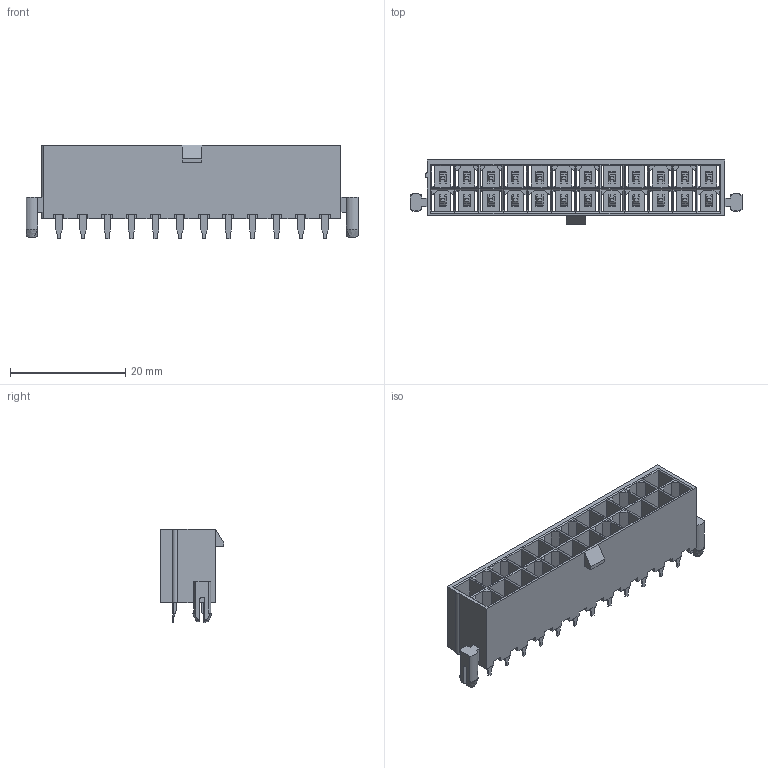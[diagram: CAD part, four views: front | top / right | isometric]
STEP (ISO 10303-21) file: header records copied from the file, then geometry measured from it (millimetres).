
FILE_DESCRIPTION(/* description */ ('Unknown'),/* implementation_level */ '2;1');
FILE_NAME(/* name */ '649024221732',/* time_stamp */ '2019-08-14T09:15:32+02:00',/* author */ ('Unknown'),/* organization */ ('Unknown'),/* preprocessor_version */ 'ST-DEVELOPER v16.7',/* originating_system */ 'DEX',/* authorisation */ $);
FILE_SCHEMA (('AUTOMOTIVE_DESIGN {1 0 10303 214 3 1 1}'));
Length unit declared in the file: millimetre
Products named in the file (3): 6490xx221732; 649024221732; 6490xx221732_PIN
Assembly tree (25 placements, depth 2):
  6490xx221732
    649024221732
    6490xx221732_PIN  x24
Bounding box: 57.6 x 11.1 x 16.3 mm (x, y, z)
Volume: 2901 mm3; surface area: 9203.8 mm2
Topology: 25 solids, 25 shells, 2933 faces, 8529 edges, 5553 vertices
Faces by surface type: plane 2234, cylinder 691, bspline 8
Entity records: 28991 total; most frequent: CARTESIAN_POINT 5361, ORIENTED_EDGE 5190, DIRECTION 4439, EDGE_CURVE 2595, LINE 2469, VECTOR 2469, VERTEX_POINT 1643, AXIS2_PLACEMENT_3D 985
